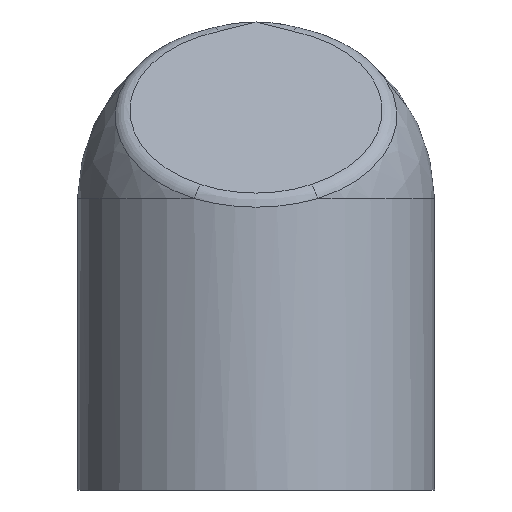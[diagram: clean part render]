
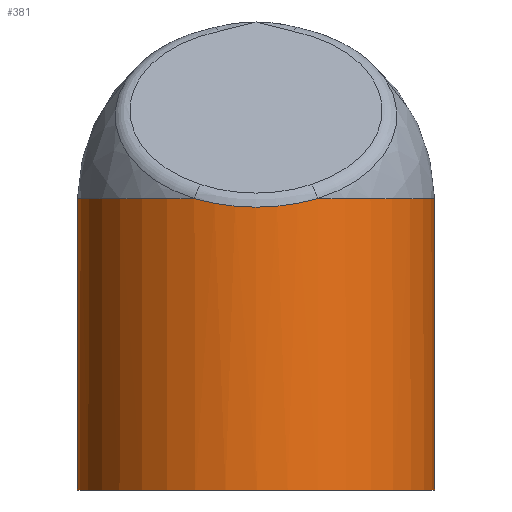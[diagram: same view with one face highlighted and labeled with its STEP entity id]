
A CAD part, left-side view. The second image highlights one B-rep face of the part: STEP entity #381.
In plain terms, the highlighted cylindrical face has radius 28.8 mm (diameter 57.6 mm), a full revolution.
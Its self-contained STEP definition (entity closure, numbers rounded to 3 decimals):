
#31=ELLIPSE('',#440,36.436,28.8);
#48=CYLINDRICAL_SURFACE('',#438,28.8);
#58=B_SPLINE_CURVE_WITH_KNOTS('',3,(#694,#695,#696,#697,#698,#699,#700,
#701,#702,#703,#704,#705,#706,#707,#708,#709,#710,#711,#712,#713,#714,#715,
#716),.UNSPECIFIED.,.F.,.F.,(4,1,1,1,1,1,1,1,1,1,1,1,1,1,1,1,1,1,1,1,4),
(0.,0.005,0.01,0.016,0.021,
0.026,0.029,0.031,0.037,
0.039,0.042,0.045,0.047,
0.05,0.052,0.058,0.063,
0.068,0.073,0.079,0.084),
 .UNSPECIFIED.);
#100=ORIENTED_EDGE('',*,*,#185,.T.);
#101=ORIENTED_EDGE('',*,*,#186,.T.);
#102=ORIENTED_EDGE('',*,*,#163,.T.);
#103=ORIENTED_EDGE('',*,*,#187,.T.);
#104=ORIENTED_EDGE('',*,*,#188,.F.);
#163=EDGE_CURVE('',#211,#212,#245,.T.);
#185=EDGE_CURVE('',#232,#233,#259,.T.);
#186=EDGE_CURVE('',#233,#211,#58,.T.);
#187=EDGE_CURVE('',#212,#232,#31,.F.);
#188=EDGE_CURVE('',#234,#234,#260,.T.);
#211=VERTEX_POINT('',#572);
#212=VERTEX_POINT('',#573);
#232=VERTEX_POINT('',#692);
#233=VERTEX_POINT('',#693);
#234=VERTEX_POINT('',#719);
#245=CIRCLE('',#412,28.8);
#259=CIRCLE('',#439,28.8);
#260=CIRCLE('',#441,28.8);
#298=EDGE_LOOP('',(#100,#101,#102,#103));
#299=EDGE_LOOP('',(#104));
#344=FACE_BOUND('',#298,.T.);
#345=FACE_BOUND('',#299,.T.);
#381=ADVANCED_FACE('',(#344,#345),#48,.T.);
#412=AXIS2_PLACEMENT_3D('',#571,#467,#468);
#438=AXIS2_PLACEMENT_3D('',#690,#519,#520);
#439=AXIS2_PLACEMENT_3D('',#691,#521,#522);
#440=AXIS2_PLACEMENT_3D('',#717,#523,#524);
#441=AXIS2_PLACEMENT_3D('',#718,#525,#526);
#467=DIRECTION('',(0.,0.,-1.));
#468=DIRECTION('',(1.,0.,0.));
#519=DIRECTION('',(0.,0.,-1.));
#520=DIRECTION('',(-1.,0.,0.));
#521=DIRECTION('',(0.,0.,-1.));
#522=DIRECTION('',(1.,0.,0.));
#523=DIRECTION('',(-0.613,0.,0.79));
#524=DIRECTION('',(-0.79,0.,-0.613));
#525=DIRECTION('',(0.,0.,-1.));
#526=DIRECTION('',(1.,0.,0.));
#571=CARTESIAN_POINT('',(0.,0.,47.));
#572=CARTESIAN_POINT('',(13.83,-25.262,47.));
#573=CARTESIAN_POINT('',(-27.03,-9.94,47.));
#690=CARTESIAN_POINT('',(0.,0.,47.));
#691=CARTESIAN_POINT('',(0.,0.,47.));
#692=CARTESIAN_POINT('',(-27.03,9.94,47.));
#693=CARTESIAN_POINT('',(13.83,25.262,47.));
#694=CARTESIAN_POINT('',(13.83,25.262,47.));
#695=CARTESIAN_POINT('',(14.177,25.072,45.28));
#696=CARTESIAN_POINT('',(15.333,24.421,42.014));
#697=CARTESIAN_POINT('',(17.693,22.797,37.623));
#698=CARTESIAN_POINT('',(20.257,20.578,33.645));
#699=CARTESIAN_POINT('',(22.816,17.725,30.045));
#700=CARTESIAN_POINT('',(24.763,14.835,27.456));
#701=CARTESIAN_POINT('',(26.151,12.139,25.656));
#702=CARTESIAN_POINT('',(27.353,9.257,24.118));
#703=CARTESIAN_POINT('',(28.255,6.017,22.982));
#704=CARTESIAN_POINT('',(28.72,2.62,22.399));
#705=CARTESIAN_POINT('',(28.84,-0.032,22.25));
#706=CARTESIAN_POINT('',(28.719,-2.626,22.401));
#707=CARTESIAN_POINT('',(28.364,-5.215,22.846));
#708=CARTESIAN_POINT('',(27.791,-7.69,23.566));
#709=CARTESIAN_POINT('',(26.796,-10.765,24.826));
#710=CARTESIAN_POINT('',(25.141,-14.277,26.953));
#711=CARTESIAN_POINT('',(22.809,-17.734,30.054));
#712=CARTESIAN_POINT('',(20.237,-20.597,33.675));
#713=CARTESIAN_POINT('',(17.693,-22.797,37.621));
#714=CARTESIAN_POINT('',(15.315,-24.433,42.057));
#715=CARTESIAN_POINT('',(14.177,-25.072,45.277));
#716=CARTESIAN_POINT('',(13.83,-25.262,47.));
#717=CARTESIAN_POINT('',(0.,0.,67.947));
#718=CARTESIAN_POINT('',(0.,0.,0.));
#719=CARTESIAN_POINT('',(28.8,0.,0.));
